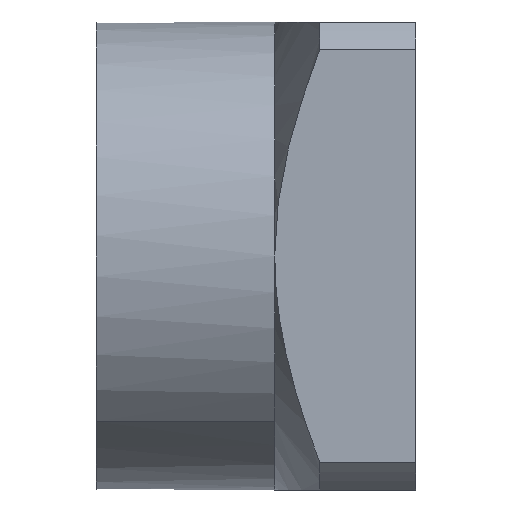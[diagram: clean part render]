
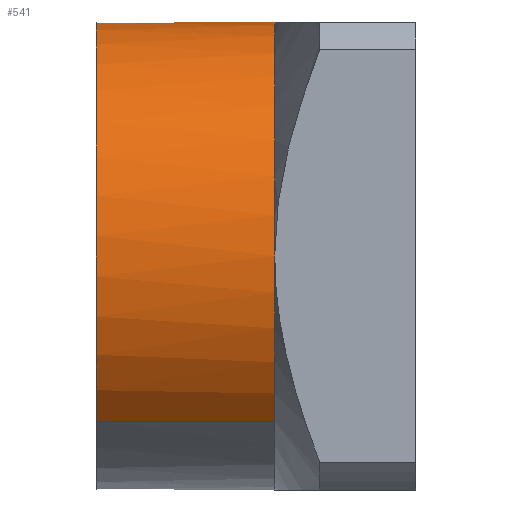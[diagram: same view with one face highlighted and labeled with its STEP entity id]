
A CAD part, front view. The second image highlights one B-rep face of the part: STEP entity #541.
In plain terms, the highlighted cylindrical face has radius 3 mm (diameter 6 mm), a partial arc.
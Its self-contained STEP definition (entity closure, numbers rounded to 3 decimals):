
#1=CARTESIAN_POINT('',(0.,0.,0.));
#2=DIRECTION('',(1.,0.,0.));
#3=DIRECTION('',(0.,0.707,0.707));
#4=AXIS2_PLACEMENT_3D('',#1,#2,#3);
#21=CARTESIAN_POINT('',(2.29,0.,0.));
#22=DIRECTION('',(1.,0.,0.));
#23=DIRECTION('',(0.,0.707,0.707));
#24=AXIS2_PLACEMENT_3D('',#21,#22,#23);
#26=CARTESIAN_POINT('',(2.29,0.,0.));
#27=DIRECTION('',(1.,0.,0.));
#28=DIRECTION('',(0.,0.,1.));
#29=AXIS2_PLACEMENT_3D('',#26,#27,#28);
#31=CARTESIAN_POINT('',(2.29,0.,0.));
#32=DIRECTION('',(1.,0.,0.));
#33=DIRECTION('',(0.,-1.,0.));
#34=AXIS2_PLACEMENT_3D('',#31,#32,#33);
#36=DIRECTION('',(1.,0.,0.));
#37=VECTOR('',#36,2.29);
#38=CARTESIAN_POINT('',(0.,2.121,2.121));
#39=LINE('',#38,#37);
#40=DIRECTION('',(1.,0.,0.));
#41=VECTOR('',#40,2.29);
#42=CARTESIAN_POINT('',(0.,-2.121,-2.121));
#43=LINE('',#42,#41);
#97=CARTESIAN_POINT('',(2.29,-3.,0.));
#132=CARTESIAN_POINT('',(2.29,0.,3.));
#407=CARTESIAN_POINT('',(0.,2.121,2.121));
#408=CARTESIAN_POINT('',(0.,-2.121,-2.121));
#409=VERTEX_POINT('',#407);
#410=VERTEX_POINT('',#408);
#435=CARTESIAN_POINT('',(2.29,2.121,2.121));
#436=VERTEX_POINT('',#435);
#437=CARTESIAN_POINT('',(2.29,-2.121,-2.121));
#438=VERTEX_POINT('',#437);
#468=VERTEX_POINT('',#132);
#469=VERTEX_POINT('',#97);
#523=CARTESIAN_POINT('',(-0.115,0.,0.));
#524=DIRECTION('',(1.,0.,0.));
#525=DIRECTION('',(0.,-0.707,-0.707));
#526=AXIS2_PLACEMENT_3D('',#523,#524,#525);
#527=CYLINDRICAL_SURFACE('',#526,3.);
#529=ORIENTED_EDGE('',*,*,#528,.T.);
#531=ORIENTED_EDGE('',*,*,#530,.T.);
#533=ORIENTED_EDGE('',*,*,#532,.T.);
#535=ORIENTED_EDGE('',*,*,#534,.T.);
#537=ORIENTED_EDGE('',*,*,#536,.F.);
#538=ORIENTED_EDGE('',*,*,#510,.F.);
#539=EDGE_LOOP('',(#529,#531,#533,#535,#537,#538));
#540=FACE_OUTER_BOUND('',#539,.F.);
#541=ADVANCED_FACE('',(#540),#527,.T.);
#5=CIRCLE('',#4,3.);
#25=CIRCLE('',#24,3.);
#30=CIRCLE('',#29,3.);
#35=CIRCLE('',#34,3.);
#510=EDGE_CURVE('',#409,#410,#5,.T.);
#528=EDGE_CURVE('',#409,#436,#39,.T.);
#530=EDGE_CURVE('',#436,#468,#25,.T.);
#532=EDGE_CURVE('',#468,#469,#30,.T.);
#534=EDGE_CURVE('',#469,#438,#35,.T.);
#536=EDGE_CURVE('',#410,#438,#43,.T.);
